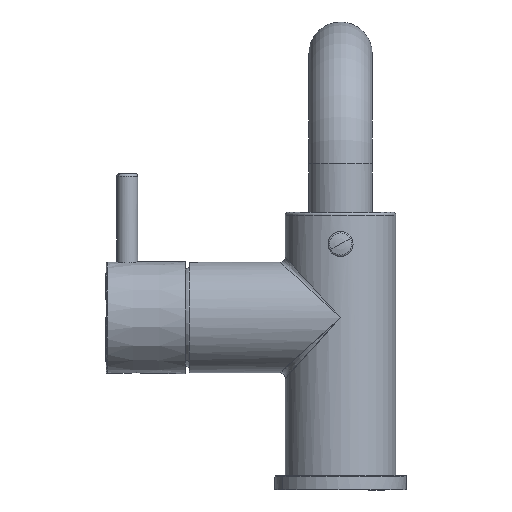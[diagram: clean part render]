
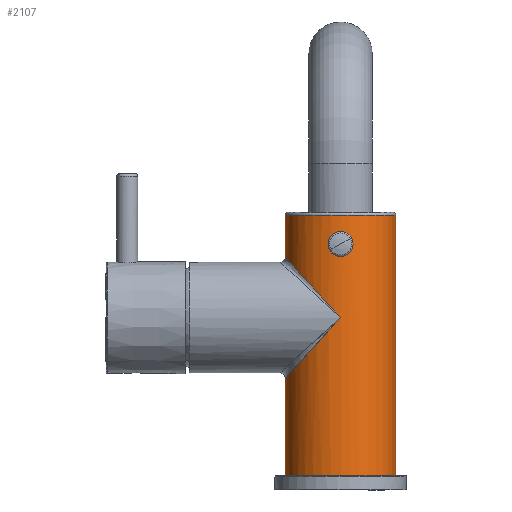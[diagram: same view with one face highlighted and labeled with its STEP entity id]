
A CAD part, left-side view. The second image highlights one B-rep face of the part: STEP entity #2107.
In plain terms, the highlighted cylindrical face has radius 21 mm (diameter 42 mm), a partial arc.
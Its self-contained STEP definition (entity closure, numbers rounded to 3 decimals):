
#1978=CARTESIAN_POINT('Axis2P3D Location',(0.,0.,-10.)) ;
#1983=CARTESIAN_POINT('Line Origine',(0.,21.,-10.)) ;
#1987=CARTESIAN_POINT('Vertex',(0.,21.,39.)) ;
#1989=CARTESIAN_POINT('Vertex',(0.,21.,23.)) ;
#1993=CARTESIAN_POINT('Control Point',(0.,21.,23.)) ;
#1994=CARTESIAN_POINT('Control Point',(-1.552,21.,23.)) ;
#1995=CARTESIAN_POINT('Control Point',(-3.104,20.857,22.843)) ;
#1996=CARTESIAN_POINT('Control Point',(-4.614,20.57,22.529)) ;
#1997=CARTESIAN_POINT('Control Point',(-7.411,19.775,21.658)) ;
#1998=CARTESIAN_POINT('Control Point',(-9.89,18.596,20.367)) ;
#1999=CARTESIAN_POINT('Control Point',(-11.01,17.949,19.658)) ;
#2000=CARTESIAN_POINT('Control Point',(-13.64,16.16,17.699)) ;
#2001=CARTESIAN_POINT('Control Point',(-15.742,14.067,15.406)) ;
#2002=CARTESIAN_POINT('Control Point',(-16.834,12.723,13.934)) ;
#2003=CARTESIAN_POINT('Control Point',(-18.98,9.481,10.384)) ;
#2004=CARTESIAN_POINT('Control Point',(-20.274,6.032,6.606)) ;
#2005=CARTESIAN_POINT('Control Point',(-20.758,4.033,4.417)) ;
#2006=CARTESIAN_POINT('Control Point',(-21.,2.017,2.209)) ;
#2007=CARTESIAN_POINT('Control Point',(-21.,0.,0.)) ;
#2008=CARTESIAN_POINT('Vertex',(-21.,0.,0.)) ;
#2012=CARTESIAN_POINT('Control Point',(-21.,0.,0.)) ;
#2013=CARTESIAN_POINT('Control Point',(-21.,2.017,-2.209)) ;
#2014=CARTESIAN_POINT('Control Point',(-20.758,4.033,-4.417)) ;
#2015=CARTESIAN_POINT('Control Point',(-20.274,6.032,-6.606)) ;
#2016=CARTESIAN_POINT('Control Point',(-18.98,9.481,-10.384)) ;
#2017=CARTESIAN_POINT('Control Point',(-16.834,12.723,-13.934)) ;
#2018=CARTESIAN_POINT('Control Point',(-15.742,14.067,-15.406)) ;
#2019=CARTESIAN_POINT('Control Point',(-13.64,16.16,-17.699)) ;
#2020=CARTESIAN_POINT('Control Point',(-11.01,17.949,-19.658)) ;
#2021=CARTESIAN_POINT('Control Point',(-9.89,18.596,-20.367)) ;
#2022=CARTESIAN_POINT('Control Point',(-7.411,19.775,-21.658)) ;
#2023=CARTESIAN_POINT('Control Point',(-4.614,20.57,-22.529)) ;
#2024=CARTESIAN_POINT('Control Point',(-3.104,20.857,-22.843)) ;
#2025=CARTESIAN_POINT('Control Point',(-1.552,21.,-23.)) ;
#2026=CARTESIAN_POINT('Control Point',(0.,21.,-23.)) ;
#2027=CARTESIAN_POINT('Vertex',(0.,21.,-23.)) ;
#2030=CARTESIAN_POINT('Line Origine',(0.,21.,-10.)) ;
#2034=CARTESIAN_POINT('Vertex',(0.,21.,-60.)) ;
#2037=CARTESIAN_POINT('Axis2P3D Location',(0.,0.,-60.)) ;
#2041=CARTESIAN_POINT('Vertex',(0.,-21.,-60.)) ;
#2044=CARTESIAN_POINT('Line Origine',(0.,-21.,-10.)) ;
#2048=CARTESIAN_POINT('Vertex',(0.,-21.,39.)) ;
#2051=CARTESIAN_POINT('Axis2P3D Location',(0.,0.,39.)) ;
#2066=CARTESIAN_POINT('Control Point',(-20.886,-2.181,24.093)) ;
#2067=CARTESIAN_POINT('Control Point',(-20.814,-2.874,24.481)) ;
#2068=CARTESIAN_POINT('Control Point',(-20.722,-3.476,25.02)) ;
#2069=CARTESIAN_POINT('Control Point',(-20.63,-3.944,25.682)) ;
#2070=CARTESIAN_POINT('Control Point',(-20.501,-4.56,27.167)) ;
#2071=CARTESIAN_POINT('Control Point',(-20.511,-4.502,28.775)) ;
#2072=CARTESIAN_POINT('Control Point',(-20.559,-4.297,29.558)) ;
#2073=CARTESIAN_POINT('Control Point',(-20.712,-3.559,30.984)) ;
#2074=CARTESIAN_POINT('Control Point',(-20.892,-2.284,31.972)) ;
#2075=CARTESIAN_POINT('Control Point',(-20.967,-1.537,32.32)) ;
#2076=CARTESIAN_POINT('Control Point',(-21.022,-0.288,32.579)) ;
#2077=CARTESIAN_POINT('Control Point',(-20.985,0.955,32.406)) ;
#2078=CARTESIAN_POINT('Control Point',(-20.961,1.387,32.289)) ;
#2079=CARTESIAN_POINT('Control Point',(-20.926,1.798,32.121)) ;
#2080=CARTESIAN_POINT('Control Point',(-20.886,2.181,31.907)) ;
#2081=CARTESIAN_POINT('Vertex',(-20.886,2.181,31.907)) ;
#2083=CARTESIAN_POINT('Vertex',(-20.886,-2.181,24.093)) ;
#2087=CARTESIAN_POINT('Control Point',(-20.886,2.181,31.907)) ;
#2088=CARTESIAN_POINT('Control Point',(-20.812,2.891,31.51)) ;
#2089=CARTESIAN_POINT('Control Point',(-20.718,3.506,30.953)) ;
#2090=CARTESIAN_POINT('Control Point',(-20.623,3.979,30.268)) ;
#2091=CARTESIAN_POINT('Control Point',(-20.512,4.505,28.939)) ;
#2092=CARTESIAN_POINT('Control Point',(-20.513,4.497,27.524)) ;
#2093=CARTESIAN_POINT('Control Point',(-20.536,4.395,26.932)) ;
#2094=CARTESIAN_POINT('Control Point',(-20.634,3.937,25.616)) ;
#2095=CARTESIAN_POINT('Control Point',(-20.794,3.015,24.552)) ;
#2096=CARTESIAN_POINT('Control Point',(-20.887,2.356,24.068)) ;
#2097=CARTESIAN_POINT('Control Point',(-21.005,1.021,23.497)) ;
#2098=CARTESIAN_POINT('Control Point',(-21.01,-0.426,23.479)) ;
#2099=CARTESIAN_POINT('Control Point',(-20.987,-1.052,23.583)) ;
#2100=CARTESIAN_POINT('Control Point',(-20.942,-1.644,23.793)) ;
#2101=CARTESIAN_POINT('Control Point',(-20.886,-2.181,24.093)) ;
#1985=VECTOR('Line Direction',#1984,1.) ;
#2032=VECTOR('Line Direction',#2031,1.) ;
#2046=VECTOR('Line Direction',#2045,1.) ;
#1979=DIRECTION('Axis2P3D Direction',(0.,0.,1.)) ;
#1980=DIRECTION('Axis2P3D XDirection',(1.,0.,0.)) ;
#1984=DIRECTION('Vector Direction',(0.,0.,1.)) ;
#2031=DIRECTION('Vector Direction',(0.,0.,1.)) ;
#2038=DIRECTION('Axis2P3D Direction',(0.,0.,1.)) ;
#2045=DIRECTION('Vector Direction',(0.,0.,1.)) ;
#2052=DIRECTION('Axis2P3D Direction',(0.,0.,1.)) ;
#1981=AXIS2_PLACEMENT_3D('Cylinder Axis2P3D',#1978,#1979,#1980) ;
#2039=AXIS2_PLACEMENT_3D('Circle Axis2P3D',#2037,#2038,$) ;
#2053=AXIS2_PLACEMENT_3D('Circle Axis2P3D',#2051,#2052,$) ;
#1986=LINE('Line',#1983,#1985) ;
#2033=LINE('Line',#2030,#2032) ;
#2047=LINE('Line',#2044,#2046) ;
#2040=CIRCLE('generated circle',#2039,21.) ;
#2054=CIRCLE('generated circle',#2053,21.) ;
#1982=CYLINDRICAL_SURFACE('generated cylinder',#1981,21.) ;
#2106=FACE_BOUND('',#2103,.T.) ;
#1991=EDGE_CURVE('',#1988,#1990,#1986,.F.) ;
#2010=EDGE_CURVE('',#1990,#2009,#1992,.T.) ;
#2029=EDGE_CURVE('',#2009,#2028,#2011,.T.) ;
#2036=EDGE_CURVE('',#2028,#2035,#2033,.F.) ;
#2043=EDGE_CURVE('',#2035,#2042,#2040,.T.) ;
#2050=EDGE_CURVE('',#2042,#2049,#2047,.T.) ;
#2055=EDGE_CURVE('',#2049,#1988,#2054,.F.) ;
#2085=EDGE_CURVE('',#2082,#2084,#2065,.F.) ;
#2102=EDGE_CURVE('',#2084,#2082,#2086,.F.) ;
#2057=ORIENTED_EDGE('',*,*,#1991,.T.) ;
#2058=ORIENTED_EDGE('',*,*,#2010,.T.) ;
#2059=ORIENTED_EDGE('',*,*,#2029,.T.) ;
#2060=ORIENTED_EDGE('',*,*,#2036,.T.) ;
#2061=ORIENTED_EDGE('',*,*,#2043,.T.) ;
#2062=ORIENTED_EDGE('',*,*,#2050,.T.) ;
#2063=ORIENTED_EDGE('',*,*,#2055,.T.) ;
#2104=ORIENTED_EDGE('',*,*,#2085,.T.) ;
#2105=ORIENTED_EDGE('',*,*,#2102,.T.) ;
#2056=EDGE_LOOP('',(#2057,#2058,#2059,#2060,#2061,#2062,#2063)) ;
#2103=EDGE_LOOP('',(#2104,#2105)) ;
#1988=VERTEX_POINT('',#1987) ;
#1990=VERTEX_POINT('',#1989) ;
#2009=VERTEX_POINT('',#2008) ;
#2028=VERTEX_POINT('',#2027) ;
#2035=VERTEX_POINT('',#2034) ;
#2042=VERTEX_POINT('',#2041) ;
#2049=VERTEX_POINT('',#2048) ;
#2082=VERTEX_POINT('',#2081) ;
#2084=VERTEX_POINT('',#2083) ;
#2107=ADVANCED_FACE('Superficie.128',(#2064,#2106),#1982,.T.) ;
#1992=B_SPLINE_CURVE_WITH_KNOTS('',5,(#1993,#1994,#1995,#1996,#1997,#1998,#1999,#2000,#2001,#2002,#2003,#2004,#2005,#2006,#2007),.UNSPECIFIED.,.F.,.U.,(6,3,3,3,6),(19.944,30.916,41.279,57.261,78.409),.UNSPECIFIED.) ;
#2011=B_SPLINE_CURVE_WITH_KNOTS('',5,(#2012,#2013,#2014,#2015,#2016,#2017,#2018,#2019,#2020,#2021,#2022,#2023,#2024,#2025,#2026),.UNSPECIFIED.,.F.,.U.,(6,3,3,3,6),(0.,21.148,37.13,47.493,58.465),.UNSPECIFIED.) ;
#2065=B_SPLINE_CURVE_WITH_KNOTS('',5,(#2066,#2067,#2068,#2069,#2070,#2071,#2072,#2073,#2074,#2075,#2076,#2077,#2078,#2079,#2080),.UNSPECIFIED.,.F.,.U.,(6,3,3,3,6),(18.834,24.141,29.431,34.733,37.67),.UNSPECIFIED.) ;
#2086=B_SPLINE_CURVE_WITH_KNOTS('',5,(#2087,#2088,#2089,#2090,#2091,#2092,#2093,#2094,#2095,#2096,#2097,#2098,#2099,#2100,#2101),.UNSPECIFIED.,.F.,.U.,(6,3,3,3,6),(0.,5.439,9.41,14.721,18.835),.UNSPECIFIED.) ;
#2064=FACE_OUTER_BOUND('',#2056,.T.) ;
